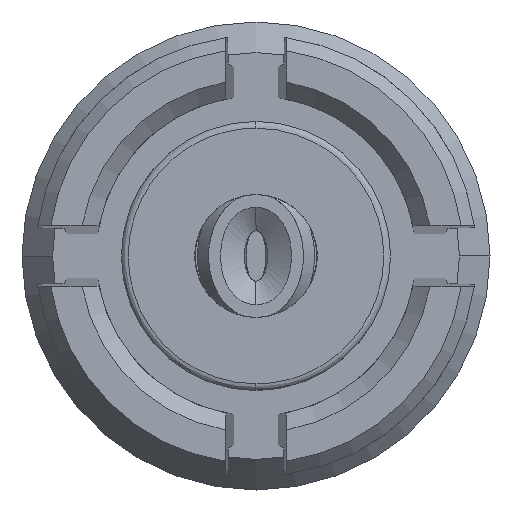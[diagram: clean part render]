
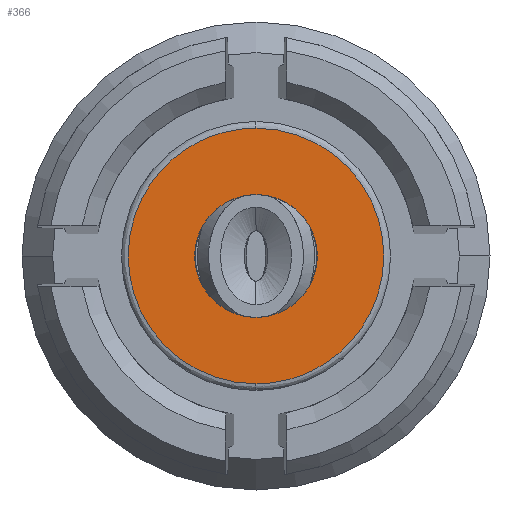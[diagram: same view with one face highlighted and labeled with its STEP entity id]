
A CAD part, left-side view. The second image highlights one B-rep face of the part: STEP entity #366.
In plain terms, the highlighted planar face has unit normal (-1, 0, 0).
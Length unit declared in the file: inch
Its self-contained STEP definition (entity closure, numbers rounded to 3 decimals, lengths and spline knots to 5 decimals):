
#63 = CARTESIAN_POINT ( 'NONE',  ( 0.005, 0., 0.038 ) ) ;
#169 = EDGE_LOOP ( 'NONE', ( #1807, #1510 ) ) ;
#205 = DIRECTION ( 'NONE',  ( 0., 0., 1. ) ) ;
#366 = ADVANCED_FACE ( 'NONE', ( #2890, #423 ), #1249, .T. ) ;
#423 = FACE_OUTER_BOUND ( 'NONE', #169, .T. ) ;
#444 = CARTESIAN_POINT ( 'NONE',  ( 0.005, 0., -0.038 ) ) ;
#504 = VERTEX_POINT ( 'NONE', #947 ) ;
#773 = CARTESIAN_POINT ( 'NONE',  ( 0.005, 0., 0.038 ) ) ;
#846 = VERTEX_POINT ( 'NONE', #1282 ) ;
#947 = CARTESIAN_POINT ( 'NONE',  ( 0.005, 0., -0.038 ) ) ;
#980 = CARTESIAN_POINT ( 'NONE',  ( 0.005, 0., 0. ) ) ;
#1072 = CARTESIAN_POINT ( 'NONE',  ( 0.005, 0., 0. ) ) ;
#1126 =( BOUNDED_CURVE ( )  B_SPLINE_CURVE ( 3, ( #444, #1272, #3174, #1540 ),
 .UNSPECIFIED., .F., .F. ) 
 B_SPLINE_CURVE_WITH_KNOTS ( ( 4, 4 ),
 ( 0., 1. ),
 .UNSPECIFIED. ) 
 CURVE ( )  GEOMETRIC_REPRESENTATION_ITEM ( )  RATIONAL_B_SPLINE_CURVE ( ( 1., 0.333, 0.333, 1. ) ) 
 REPRESENTATION_ITEM ( '' )  );
#1245 = CIRCLE ( 'NONE', #3123, 0.01825 ) ;
#1249 = PLANE ( 'NONE',  #3300 ) ;
#1272 = CARTESIAN_POINT ( 'NONE',  ( 0.005, 0.076, -0.038 ) ) ;
#1282 = CARTESIAN_POINT ( 'NONE',  ( 0.005, 0., -0.01825 ) ) ;
#1314 = CARTESIAN_POINT ( 'NONE',  ( 0.005, 0., 0. ) ) ;
#1317 = CARTESIAN_POINT ( 'NONE',  ( 0.005, 0., -0.038 ) ) ;
#1334 = CARTESIAN_POINT ( 'NONE',  ( 0.005, -0.076, 0.038 ) ) ;
#1442 = DIRECTION ( 'NONE',  ( 0., 0., 1. ) ) ;
#1510 = ORIENTED_EDGE ( 'NONE', *, *, #2293, .F. ) ;
#1540 = CARTESIAN_POINT ( 'NONE',  ( 0.005, 0., 0.038 ) ) ;
#1693 = EDGE_CURVE ( 'NONE', #504, #3265, #1126, .T. ) ;
#1807 = ORIENTED_EDGE ( 'NONE', *, *, #1693, .F. ) ;
#1910 = DIRECTION ( 'NONE',  ( 1., 0., 0. ) ) ;
#2006 = VERTEX_POINT ( 'NONE', #2427 ) ;
#2048 = EDGE_CURVE ( 'NONE', #846, #2006, #3135, .T. ) ;
#2069 = DIRECTION ( 'NONE',  ( -1., 0., 0. ) ) ;
#2132 = CARTESIAN_POINT ( 'NONE',  ( 0.005, -0.076, -0.038 ) ) ;
#2293 = EDGE_CURVE ( 'NONE', #3265, #504, #2335, .T. ) ;
#2335 =( BOUNDED_CURVE ( )  B_SPLINE_CURVE ( 3, ( #773, #1334, #2132, #1317 ),
 .UNSPECIFIED., .F., .F. ) 
 B_SPLINE_CURVE_WITH_KNOTS ( ( 4, 4 ),
 ( 0., 1. ),
 .UNSPECIFIED. ) 
 CURVE ( )  GEOMETRIC_REPRESENTATION_ITEM ( )  RATIONAL_B_SPLINE_CURVE ( ( 1., 0.333, 0.333, 1. ) ) 
 REPRESENTATION_ITEM ( '' )  );
#2355 = DIRECTION ( 'NONE',  ( 0., 0., 1. ) ) ;
#2427 = CARTESIAN_POINT ( 'NONE',  ( 0.005, 0., 0.01825 ) ) ;
#2468 = ORIENTED_EDGE ( 'NONE', *, *, #2898, .T. ) ;
#2648 = ORIENTED_EDGE ( 'NONE', *, *, #2048, .T. ) ;
#2694 = EDGE_LOOP ( 'NONE', ( #2468, #2648 ) ) ;
#2890 = FACE_BOUND ( 'NONE', #2694, .T. ) ;
#2898 = EDGE_CURVE ( 'NONE', #2006, #846, #1245, .T. ) ;
#2964 = AXIS2_PLACEMENT_3D ( 'NONE', #1072, #1910, #1442 ) ;
#3123 = AXIS2_PLACEMENT_3D ( 'NONE', #1314, #3166, #205 ) ;
#3135 = CIRCLE ( 'NONE', #2964, 0.01825 ) ;
#3166 = DIRECTION ( 'NONE',  ( 1., 0., 0. ) ) ;
#3174 = CARTESIAN_POINT ( 'NONE',  ( 0.005, 0.076, 0.038 ) ) ;
#3265 = VERTEX_POINT ( 'NONE', #63 ) ;
#3300 = AXIS2_PLACEMENT_3D ( 'NONE', #980, #2069, #2355 ) ;
